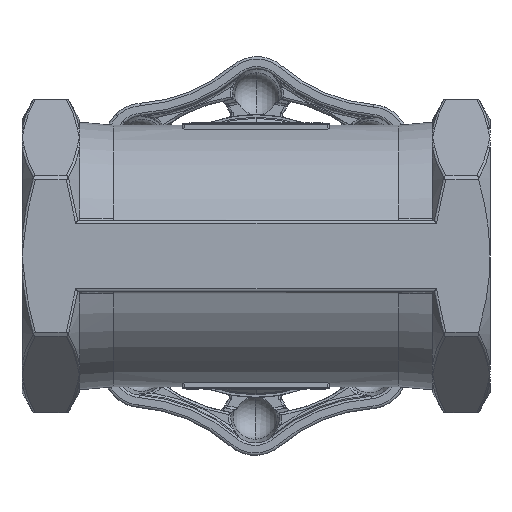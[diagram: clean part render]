
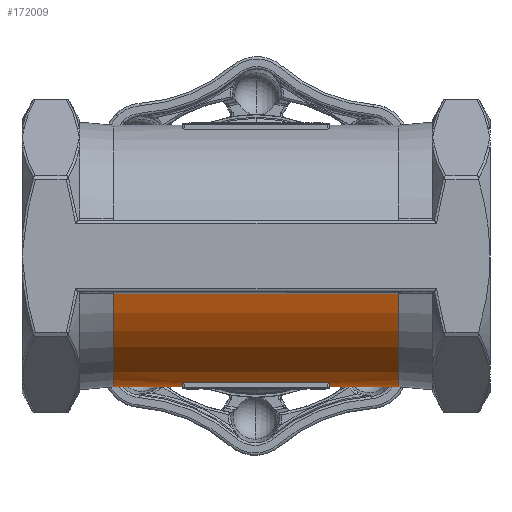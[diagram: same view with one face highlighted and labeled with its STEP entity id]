
A CAD part, front view. The second image highlights one B-rep face of the part: STEP entity #172009.
In plain terms, the highlighted cylindrical face has radius 33 mm (diameter 66 mm), a partial arc.
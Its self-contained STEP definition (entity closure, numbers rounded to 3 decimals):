
#110532 = CARTESIAN_POINT ( 'NONE',  ( 18.5, -7.6, -32.113 ) ) ;
#110533 = DIRECTION ( 'NONE',  ( 0., -1., 0. ) ) ;
#110534 = DIRECTION ( 'NONE',  ( -1., 0., 0. ) ) ;
#110535 = AXIS2_PLACEMENT_3D ( 'NONE', #110541, #110534, #110533 ) ;
#110536 = CIRCLE ( 'NONE', #110535, 33. ) ;
#110541 = CARTESIAN_POINT ( 'NONE',  ( 18.5, 0., 0. ) ) ;
#110586 = CARTESIAN_POINT ( 'NONE',  ( -18.1, -8., -32.016 ) ) ;
#110702 = CARTESIAN_POINT ( 'NONE',  ( -18.5, -7.6, -32.113 ) ) ;
#110752 = CARTESIAN_POINT ( 'NONE',  ( 18.5, -7.6, -32.113 ) ) ;
#110753 = CARTESIAN_POINT ( 'NONE',  ( 18.5, -7.704, -32.088 ) ) ;
#110754 = CARTESIAN_POINT ( 'NONE',  ( 18.458, -7.807, -32.063 ) ) ;
#110755 = CARTESIAN_POINT ( 'NONE',  ( 18.312, -7.955, -32.027 ) ) ;
#110756 = CARTESIAN_POINT ( 'NONE',  ( 18.207, -8., -32.016 ) ) ;
#110757 = CARTESIAN_POINT ( 'NONE',  ( 18.1, -8., -32.016 ) ) ;
#110759 = B_SPLINE_CURVE_WITH_KNOTS ( 'NONE', 3,
 ( #110757, #110756, #110755, #110754, #110753, #110752 ),
 .UNSPECIFIED., .F., .F.,
 ( 4, 2, 4 ),
 ( 0., 0., 0.001 ),
 .UNSPECIFIED. ) ;
#110768 = CARTESIAN_POINT ( 'NONE',  ( -18.1, -8., -32.016 ) ) ;
#110769 = CARTESIAN_POINT ( 'NONE',  ( -18.207, -8., -32.016 ) ) ;
#110770 = CARTESIAN_POINT ( 'NONE',  ( -18.312, -7.955, -32.027 ) ) ;
#110771 = CARTESIAN_POINT ( 'NONE',  ( -18.458, -7.806, -32.063 ) ) ;
#110772 = CARTESIAN_POINT ( 'NONE',  ( -18.5, -7.704, -32.088 ) ) ;
#110773 = CARTESIAN_POINT ( 'NONE',  ( -18.5, -7.6, -32.113 ) ) ;
#110781 = B_SPLINE_CURVE_WITH_KNOTS ( 'NONE', 3,
 ( #110773, #110772, #110771, #110770, #110769, #110768 ),
 .UNSPECIFIED., .F., .F.,
 ( 4, 2, 4 ),
 ( 0., 0., 0.001 ),
 .UNSPECIFIED. ) ;
#110787 = CARTESIAN_POINT ( 'NONE',  ( 18.1, -8., -32.016 ) ) ;
#110796 = DIRECTION ( 'NONE',  ( -1., 0., 0. ) ) ;
#110797 = VECTOR ( 'NONE', #110796, 1000. ) ;
#110798 = CARTESIAN_POINT ( 'NONE',  ( -68.59, -8., -32.016 ) ) ;
#110799 = LINE ( 'NONE', #110798, #110797 ) ;
#110850 = CARTESIAN_POINT ( 'NONE',  ( -36., -31.603, -9.499 ) ) ;
#110916 = DIRECTION ( 'NONE',  ( 0., 0., -1. ) ) ;
#110917 = DIRECTION ( 'NONE',  ( -1., 0., 0. ) ) ;
#110918 = CARTESIAN_POINT ( 'NONE',  ( 36., 0., 0. ) ) ;
#110919 = AXIS2_PLACEMENT_3D ( 'NONE', #110918, #110917, #110916 ) ;
#110920 = CIRCLE ( 'NONE', #110919, 33. ) ;
#110982 = DIRECTION ( 'NONE',  ( 0., 1., 0. ) ) ;
#110983 = DIRECTION ( 'NONE',  ( 1., 0., 0. ) ) ;
#110984 = CARTESIAN_POINT ( 'NONE',  ( -18.5, 0., 0. ) ) ;
#110985 = AXIS2_PLACEMENT_3D ( 'NONE', #110984, #110983, #110982 ) ;
#110986 = CIRCLE ( 'NONE', #110985, 33. ) ;
#111063 = DIRECTION ( 'NONE',  ( 0., 0., 1. ) ) ;
#111064 = DIRECTION ( 'NONE',  ( 1., 0., 0. ) ) ;
#111065 = AXIS2_PLACEMENT_3D ( 'NONE', #111072, #111064, #111063 ) ;
#111066 = CIRCLE ( 'NONE', #111065, 33. ) ;
#111072 = CARTESIAN_POINT ( 'NONE',  ( -36., 0., 0. ) ) ;
#111092 = CARTESIAN_POINT ( 'NONE',  ( 36., -31.603, -9.499 ) ) ;
#111093 = DIRECTION ( 'NONE',  ( -1., 0., 0. ) ) ;
#111094 = VECTOR ( 'NONE', #111093, 1000. ) ;
#111095 = CARTESIAN_POINT ( 'NONE',  ( -68.59, -31.603, -9.499 ) ) ;
#111096 = LINE ( 'NONE', #111095, #111094 ) ;
#111102 = CARTESIAN_POINT ( 'NONE',  ( -36., -31.603, -9.499 ) ) ;
#111228 = DIRECTION ( 'NONE',  ( 0., 0., 1. ) ) ;
#111229 = DIRECTION ( 'NONE',  ( 1., 0., 0. ) ) ;
#111230 = CARTESIAN_POINT ( 'NONE',  ( -36., 0., 0. ) ) ;
#111231 = AXIS2_PLACEMENT_3D ( 'NONE', #111230, #111229, #111228 ) ;
#111232 = CIRCLE ( 'NONE', #111231, 33. ) ;
#111464 = FACE_OUTER_BOUND ( 'NONE', #172012, .T. ) ;
#111836 = DIRECTION ( 'NONE',  ( 0., 0., 1. ) ) ;
#111837 = DIRECTION ( 'NONE',  ( -1., 0., 0. ) ) ;
#111838 = AXIS2_PLACEMENT_3D ( 'NONE', #111841, #111837, #111836 ) ;
#111839 = CYLINDRICAL_SURFACE ( 'NONE', #111838, 33. ) ;
#111841 = CARTESIAN_POINT ( 'NONE',  ( -68.59, 0., 0. ) ) ;
#123989 = CARTESIAN_POINT ( 'NONE',  ( 18.5, 0., -33. ) ) ;
#123990 = DIRECTION ( 'NONE',  ( -1., 0., 0. ) ) ;
#123991 = VECTOR ( 'NONE', #123990, 1000. ) ;
#123992 = CARTESIAN_POINT ( 'NONE',  ( -68.59, 0., -33. ) ) ;
#123993 = LINE ( 'NONE', #123992, #123991 ) ;
#124060 = CARTESIAN_POINT ( 'NONE',  ( -36., 0., -33. ) ) ;
#124251 = DIRECTION ( 'NONE',  ( -1., 0., 0. ) ) ;
#124252 = VECTOR ( 'NONE', #124251, 1000. ) ;
#124253 = CARTESIAN_POINT ( 'NONE',  ( -68.59, 0., -33. ) ) ;
#124254 = LINE ( 'NONE', #124253, #124252 ) ;
#124257 = CARTESIAN_POINT ( 'NONE',  ( -18.5, 0., -33. ) ) ;
#124258 = CARTESIAN_POINT ( 'NONE',  ( 36., 0., -33. ) ) ;
#124733 = CARTESIAN_POINT ( 'NONE',  ( 36., -31.603, -9.499 ) ) ;
#124734 = DIRECTION ( 'NONE',  ( 0., 0., -1. ) ) ;
#124735 = DIRECTION ( 'NONE',  ( -1., 0., 0. ) ) ;
#124736 = CARTESIAN_POINT ( 'NONE',  ( 36., 0., 0. ) ) ;
#124737 = AXIS2_PLACEMENT_3D ( 'NONE', #124736, #124735, #124734 ) ;
#124738 = CIRCLE ( 'NONE', #124737, 33. ) ;
#171330 = EDGE_CURVE ( 'NONE', #173891, #171331, #110536, .T. ) ;
#171331 = VERTEX_POINT ( 'NONE', #110532 ) ;
#171493 = VERTEX_POINT ( 'NONE', #110586 ) ;
#171547 = VERTEX_POINT ( 'NONE', #110702 ) ;
#171604 = EDGE_CURVE ( 'NONE', #171623, #171331, #110759, .T. ) ;
#171623 = VERTEX_POINT ( 'NONE', #110787 ) ;
#171639 = EDGE_CURVE ( 'NONE', #171547, #171493, #110781, .T. ) ;
#171664 = EDGE_CURVE ( 'NONE', #171623, #171493, #110799, .T. ) ;
#171697 = VERTEX_POINT ( 'NONE', #110850 ) ;
#171702 = EDGE_CURVE ( 'NONE', #174189, #171789, #110920, .T. ) ;
#171729 = EDGE_CURVE ( 'NONE', #171547, #173971, #110986, .T. ) ;
#171767 = EDGE_CURVE ( 'NONE', #171697, #171779, #111066, .T. ) ;
#171779 = VERTEX_POINT ( 'NONE', #111102 ) ;
#171787 = EDGE_CURVE ( 'NONE', #171789, #171697, #111096, .T. ) ;
#171789 = VERTEX_POINT ( 'NONE', #111092 ) ;
#171823 = EDGE_CURVE ( 'NONE', #171779, #173903, #111232, .T. ) ;
#171838 = ORIENTED_EDGE ( 'NONE', *, *, #171787, .T. ) ;
#171840 = ORIENTED_EDGE ( 'NONE', *, *, #171767, .T. ) ;
#171842 = ORIENTED_EDGE ( 'NONE', *, *, #171823, .T. ) ;
#171863 = ORIENTED_EDGE ( 'NONE', *, *, #171664, .F. ) ;
#171865 = ORIENTED_EDGE ( 'NONE', *, *, #171604, .T. ) ;
#171867 = ORIENTED_EDGE ( 'NONE', *, *, #171330, .F. ) ;
#171976 = ORIENTED_EDGE ( 'NONE', *, *, #173888, .F. ) ;
#171978 = ORIENTED_EDGE ( 'NONE', *, *, #174187, .T. ) ;
#171980 = ORIENTED_EDGE ( 'NONE', *, *, #171702, .T. ) ;
#171983 = ORIENTED_EDGE ( 'NONE', *, *, #173977, .F. ) ;
#171985 = ORIENTED_EDGE ( 'NONE', *, *, #171729, .F. ) ;
#171987 = ORIENTED_EDGE ( 'NONE', *, *, #171639, .T. ) ;
#172009 = ADVANCED_FACE ( 'NONE', ( #111464 ), #111839, .T. ) ;
#172012 = EDGE_LOOP ( 'NONE', ( #171976, #171978, #171980, #171838, #171840, #171842, #171983, #171985, #171987, #171863, #171865, #171867 ) ) ;
#173888 = EDGE_CURVE ( 'NONE', #173969, #173891, #123993, .T. ) ;
#173891 = VERTEX_POINT ( 'NONE', #123989 ) ;
#173903 = VERTEX_POINT ( 'NONE', #124060 ) ;
#173969 = VERTEX_POINT ( 'NONE', #124258 ) ;
#173971 = VERTEX_POINT ( 'NONE', #124257 ) ;
#173977 = EDGE_CURVE ( 'NONE', #173971, #173903, #124254, .T. ) ;
#174187 = EDGE_CURVE ( 'NONE', #173969, #174189, #124738, .T. ) ;
#174189 = VERTEX_POINT ( 'NONE', #124733 ) ;
